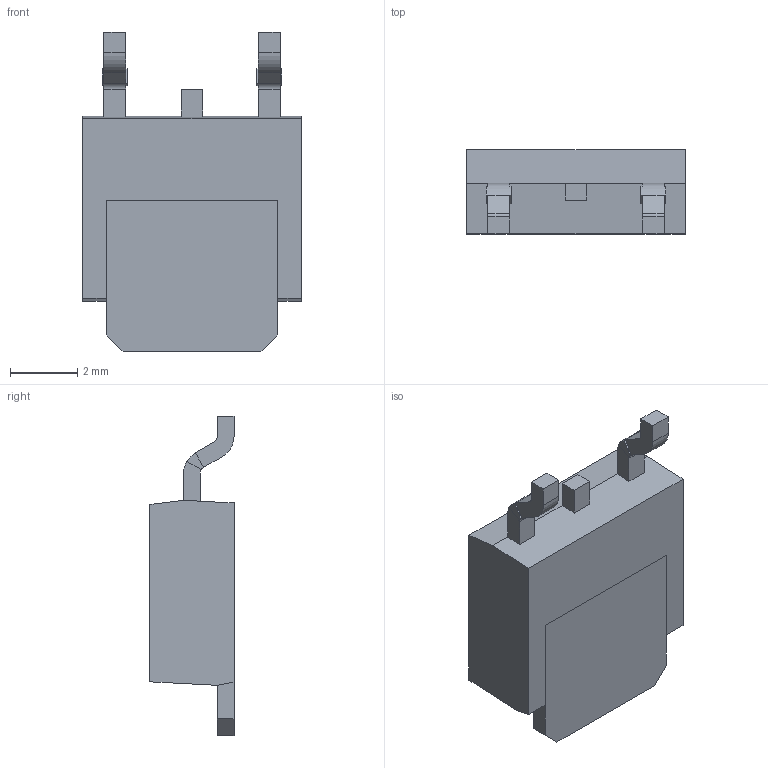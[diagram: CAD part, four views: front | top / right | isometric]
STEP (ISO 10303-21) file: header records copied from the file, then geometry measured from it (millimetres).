
FILE_DESCRIPTION (( 'STEP AP214' ), '1' );
FILE_NAME ('BA033CC0FP-E2.STEP', '2023-03-28T13:17:49', ( '' ), ( '' ), 'SwSTEP 2.0', 'SolidWorks 2017', '' );
FILE_SCHEMA (( 'AUTOMOTIVE_DESIGN' ));
Length unit declared in the file: millimetre
Products named in the file (1): BA033CC0FP-E2
Bounding box: 6.5 x 2.5 x 9.5 mm (x, y, z)
Volume: 93.6 mm3; surface area: 205.1 mm2
Topology: 5 solids, 5 shells, 74 faces, 179 edges, 116 vertices
Faces by surface type: plane 64, cylinder 10
Entity records: 2201 total; most frequent: CARTESIAN_POINT 370, ORIENTED_EDGE 358, DIRECTION 357, EDGE_CURVE 179, VECTOR 151, LINE 151, VERTEX_POINT 116, AXIS2_PLACEMENT_3D 103
